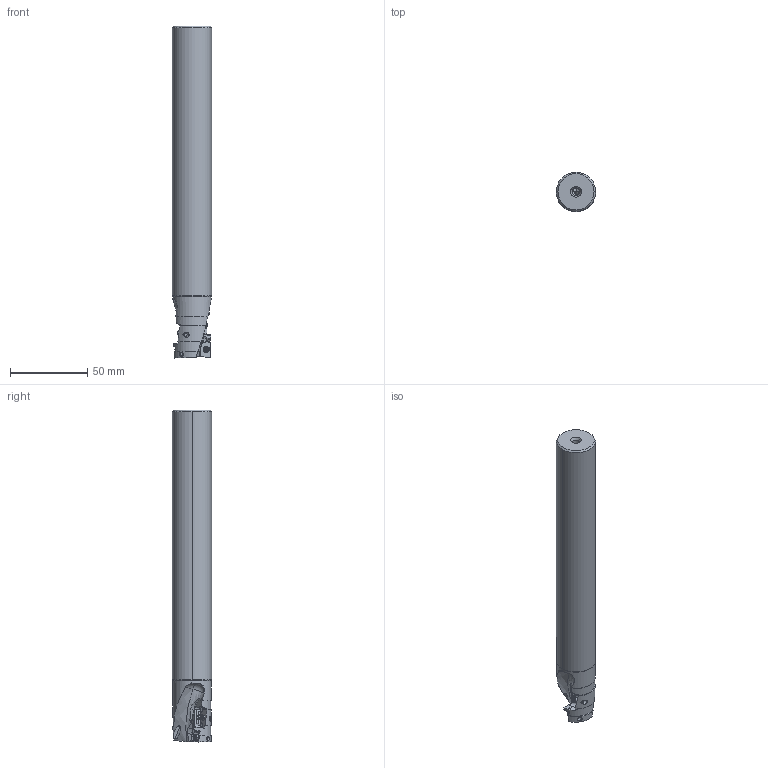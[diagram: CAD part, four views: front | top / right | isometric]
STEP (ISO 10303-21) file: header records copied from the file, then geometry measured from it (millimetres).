
FILE_DESCRIPTION(/* description */ (''),/* implementation_level */ '2;1');
FILE_NAME(/* name */ 'AQXUR174SA16L.stp',/* time_stamp */ '2021-09-08T11:42:24+09:00',/* author */ (''),/* organization */ (''),/* preprocessor_version */ 'ST-DEVELOPER v16',/* originating_system */ 'SIEMENS PLM Software NX 10.0',/* authorisation */ '');
FILE_SCHEMA (('AUTOMOTIVE_DESIGN { 1 0 10303 214 3 1 1 1 }'));
Length unit declared in the file: millimetre
Products named in the file (1): AQXUR174SA16L_ASM
Bounding box: 25.4 x 25.4 x 214.78 mm (x, y, z)
Volume: 96750.9 mm3; surface area: 22011 mm2
Topology: 5 solids, 5 shells, 356 faces, 1063 edges, 721 vertices
Faces by surface type: cylinder 138, plane 124, cone 63, torus 16, sphere 10, bspline 5
Entity records: 16368 total; most frequent: CARTESIAN_POINT 6766, ORIENTED_EDGE 2082, DIRECTION 1905, EDGE_CURVE 1041, AXIS2_PLACEMENT_3D 785, VERTEX_POINT 698, EDGE_LOOP 371, ADVANCED_FACE 356
